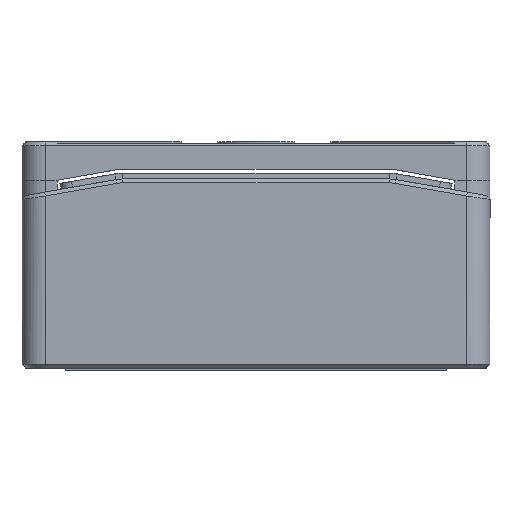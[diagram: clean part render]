
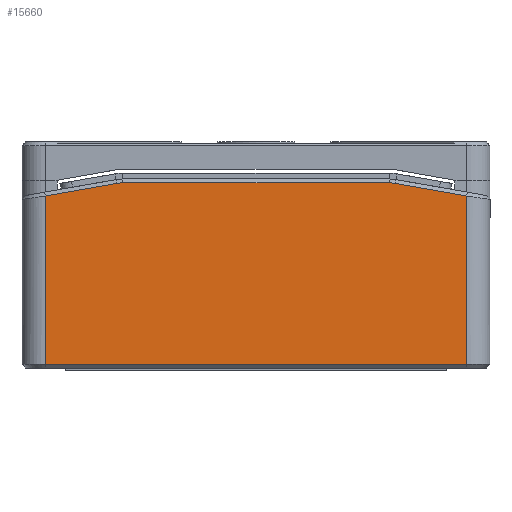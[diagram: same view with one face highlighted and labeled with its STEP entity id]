
A CAD part, left-side view. The second image highlights one B-rep face of the part: STEP entity #15660.
In plain terms, the highlighted planar face has unit normal (-1, 0, 0).
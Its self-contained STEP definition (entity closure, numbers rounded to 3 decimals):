
#128 = LINE ( 'NONE', #10807, #6288 ) ;
#182 = AXIS2_PLACEMENT_3D ( 'NONE', #258, #14350, #8095 ) ;
#258 = CARTESIAN_POINT ( 'NONE',  ( -130., 34.125, 39. ) ) ;
#1235 = AXIS2_PLACEMENT_3D ( 'NONE', #3284, #8028, #12721 ) ;
#1263 = DIRECTION ( 'NONE',  ( 0., 1., 0. ) ) ;
#1341 = VERTEX_POINT ( 'NONE', #10191 ) ;
#2433 = AXIS2_PLACEMENT_3D ( 'NONE', #19414, #10038, #3479 ) ;
#2623 = VECTOR ( 'NONE', #13260, 1000. ) ;
#2909 = DIRECTION ( 'NONE',  ( 0., 0.985, -0.174 ) ) ;
#3029 = CARTESIAN_POINT ( 'NONE',  ( -130., -35.688, 47.863 ) ) ;
#3284 = CARTESIAN_POINT ( 'NONE',  ( -130., 0., 23. ) ) ;
#3409 = DIRECTION ( 'NONE',  ( 0., -1., 0. ) ) ;
#3479 = DIRECTION ( 'NONE',  ( 0., 1., 0. ) ) ;
#3570 = CIRCLE ( 'NONE', #2433, 9. ) ;
#3845 = CARTESIAN_POINT ( 'NONE',  ( -130., 0., 48. ) ) ;
#4020 = LINE ( 'NONE', #18446, #5995 ) ;
#5299 = VERTEX_POINT ( 'NONE', #17427 ) ;
#5547 = ORIENTED_EDGE ( 'NONE', *, *, #15632, .T. ) ;
#5796 = LINE ( 'NONE', #19804, #13088 ) ;
#5995 = VECTOR ( 'NONE', #2909, 1000. ) ;
#6288 = VECTOR ( 'NONE', #3409, 1000. ) ;
#6554 = VERTEX_POINT ( 'NONE', #15144 ) ;
#6566 = ORIENTED_EDGE ( 'NONE', *, *, #16826, .T. ) ;
#6582 = DIRECTION ( 'NONE',  ( 0., 0.985, 0.174 ) ) ;
#7088 = FACE_OUTER_BOUND ( 'NONE', #12358, .T. ) ;
#8028 = DIRECTION ( 'NONE',  ( 1., 0., 0. ) ) ;
#8095 = DIRECTION ( 'NONE',  ( 0., 1., 0. ) ) ;
#8297 = EDGE_CURVE ( 'NONE', #5299, #17341, #4020, .T. ) ;
#8502 = CARTESIAN_POINT ( 'NONE',  ( -130., 34.125, 48. ) ) ;
#9545 = VECTOR ( 'NONE', #1263, 1000. ) ;
#9657 = VERTEX_POINT ( 'NONE', #8502 ) ;
#10038 = DIRECTION ( 'NONE',  ( -1., 0., 0. ) ) ;
#10150 = EDGE_CURVE ( 'NONE', #16451, #9657, #10529, .T. ) ;
#10191 = CARTESIAN_POINT ( 'NONE',  ( -130., -54., 44.634 ) ) ;
#10529 = LINE ( 'NONE', #3845, #9545 ) ;
#10705 = LINE ( 'NONE', #13387, #2623 ) ;
#10807 = CARTESIAN_POINT ( 'NONE',  ( -130., 0., 1.5 ) ) ;
#10855 = ORIENTED_EDGE ( 'NONE', *, *, #16517, .T. ) ;
#11208 = CARTESIAN_POINT ( 'NONE',  ( -130., -5.328, 53.217 ) ) ;
#11210 = VECTOR ( 'NONE', #6582, 1000. ) ;
#11444 = ORIENTED_EDGE ( 'NONE', *, *, #16627, .T. ) ;
#12358 = EDGE_LOOP ( 'NONE', ( #12883, #17452, #6566, #10855, #19297, #5547, #11444, #16919 ) ) ;
#12649 = PLANE ( 'NONE',  #1235 ) ;
#12721 = DIRECTION ( 'NONE',  ( 0., 1., 0. ) ) ;
#12883 = ORIENTED_EDGE ( 'NONE', *, *, #15602, .T. ) ;
#13069 = VERTEX_POINT ( 'NONE', #3029 ) ;
#13088 = VECTOR ( 'NONE', #16944, 1000. ) ;
#13260 = DIRECTION ( 'NONE',  ( 0., 0., 1. ) ) ;
#13387 = CARTESIAN_POINT ( 'NONE',  ( -130., -54., 23. ) ) ;
#14093 = CARTESIAN_POINT ( 'NONE',  ( -130., 54., 44.634 ) ) ;
#14350 = DIRECTION ( 'NONE',  ( -1., 0., 0. ) ) ;
#14937 = CARTESIAN_POINT ( 'NONE',  ( -130., 54., 1.5 ) ) ;
#15144 = CARTESIAN_POINT ( 'NONE',  ( -130., -54., 1.5 ) ) ;
#15360 = LINE ( 'NONE', #11208, #11210 ) ;
#15602 = EDGE_CURVE ( 'NONE', #9657, #5299, #18065, .T. ) ;
#15632 = EDGE_CURVE ( 'NONE', #1341, #13069, #15360, .T. ) ;
#15660 = ADVANCED_FACE ( 'NONE', ( #7088 ), #12649, .F. ) ;
#16451 = VERTEX_POINT ( 'NONE', #18998 ) ;
#16517 = EDGE_CURVE ( 'NONE', #18999, #6554, #128, .T. ) ;
#16627 = EDGE_CURVE ( 'NONE', #13069, #16451, #3570, .T. ) ;
#16826 = EDGE_CURVE ( 'NONE', #17341, #18999, #5796, .T. ) ;
#16919 = ORIENTED_EDGE ( 'NONE', *, *, #10150, .T. ) ;
#16944 = DIRECTION ( 'NONE',  ( 0., 0., -1. ) ) ;
#17341 = VERTEX_POINT ( 'NONE', #14093 ) ;
#17427 = CARTESIAN_POINT ( 'NONE',  ( -130., 35.688, 47.863 ) ) ;
#17452 = ORIENTED_EDGE ( 'NONE', *, *, #8297, .T. ) ;
#18065 = CIRCLE ( 'NONE', #182, 9. ) ;
#18446 = CARTESIAN_POINT ( 'NONE',  ( -130., 5.328, 53.217 ) ) ;
#18998 = CARTESIAN_POINT ( 'NONE',  ( -130., -34.125, 48. ) ) ;
#18999 = VERTEX_POINT ( 'NONE', #14937 ) ;
#19297 = ORIENTED_EDGE ( 'NONE', *, *, #19887, .T. ) ;
#19414 = CARTESIAN_POINT ( 'NONE',  ( -130., -34.125, 39. ) ) ;
#19804 = CARTESIAN_POINT ( 'NONE',  ( -130., 54., 23. ) ) ;
#19887 = EDGE_CURVE ( 'NONE', #6554, #1341, #10705, .T. ) ;
